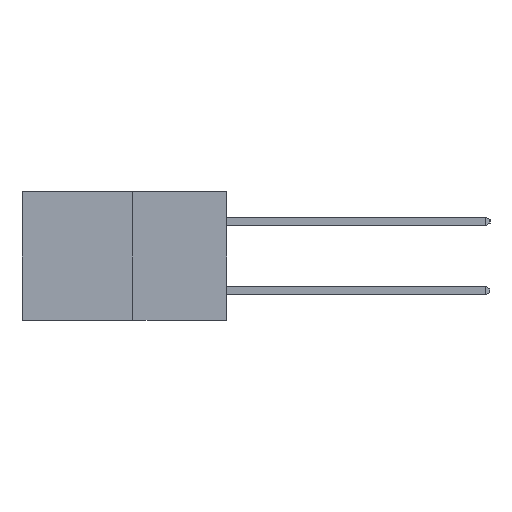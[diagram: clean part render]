
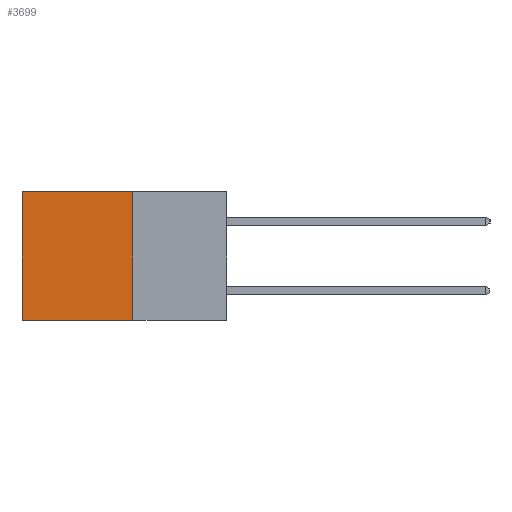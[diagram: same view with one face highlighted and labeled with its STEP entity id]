
A CAD part, left-side view. The second image highlights one B-rep face of the part: STEP entity #3699.
In plain terms, the highlighted planar face has unit normal (-1, 0, 0).
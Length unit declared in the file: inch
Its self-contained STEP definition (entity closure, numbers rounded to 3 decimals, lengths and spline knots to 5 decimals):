
#477 = VECTOR ( 'NONE', #8039, 39.37008 ) ;
#1758 = VECTOR ( 'NONE', #16296, 39.37008 ) ;
#2454 = AXIS2_PLACEMENT_3D ( 'NONE', #28993, #28137, #28071 ) ;
#2527 = LINE ( 'NONE', #6523, #1758 ) ;
#2982 = EDGE_CURVE ( 'NONE', #28673, #19700, #11697, .T. ) ;
#3699 = ADVANCED_FACE ( 'NONE', ( #17796 ), #12729, .F. ) ;
#5024 = VERTEX_POINT ( 'NONE', #13781 ) ;
#5191 = VECTOR ( 'NONE', #16321, 39.37008 ) ;
#5320 = CARTESIAN_POINT ( 'NONE',  ( 0.277, 0.27, 0. ) ) ;
#6306 = EDGE_CURVE ( 'NONE', #5024, #9449, #30210, .T. ) ;
#6523 = CARTESIAN_POINT ( 'NONE',  ( 0.277, 0.27, -0.37 ) ) ;
#6896 = CARTESIAN_POINT ( 'NONE',  ( 0.277, 0.27, 0. ) ) ;
#8039 = DIRECTION ( 'NONE',  ( 0., 0., -1. ) ) ;
#9449 = VERTEX_POINT ( 'NONE', #19249 ) ;
#9973 = ORIENTED_EDGE ( 'NONE', *, *, #6306, .F. ) ;
#11498 = VECTOR ( 'NONE', #14905, 39.37008 ) ;
#11697 = LINE ( 'NONE', #5320, #5191 ) ;
#12729 = PLANE ( 'NONE',  #2454 ) ;
#12860 = CARTESIAN_POINT ( 'NONE',  ( 0.277, 0.59, -0.37 ) ) ;
#13781 = CARTESIAN_POINT ( 'NONE',  ( 0.277, 0.27, -0.37 ) ) ;
#14905 = DIRECTION ( 'NONE',  ( 0., 1., 0. ) ) ;
#15014 = CARTESIAN_POINT ( 'NONE',  ( 0.277, 0.27, -0.37 ) ) ;
#16295 = EDGE_CURVE ( 'NONE', #19700, #9449, #20040, .T. ) ;
#16296 = DIRECTION ( 'NONE',  ( 0., 0., -1. ) ) ;
#16321 = DIRECTION ( 'NONE',  ( 0., 1., 0. ) ) ;
#17001 = EDGE_LOOP ( 'NONE', ( #29457, #9973, #29919, #20987 ) ) ;
#17796 = FACE_OUTER_BOUND ( 'NONE', #17001, .T. ) ;
#19249 = CARTESIAN_POINT ( 'NONE',  ( 0.277, 0.59, -0.37 ) ) ;
#19700 = VERTEX_POINT ( 'NONE', #29316 ) ;
#20040 = LINE ( 'NONE', #12860, #477 ) ;
#20245 = EDGE_CURVE ( 'NONE', #28673, #5024, #2527, .T. ) ;
#20987 = ORIENTED_EDGE ( 'NONE', *, *, #2982, .T. ) ;
#28071 = DIRECTION ( 'NONE',  ( 0., 0., -1. ) ) ;
#28137 = DIRECTION ( 'NONE',  ( 1., 0., 0. ) ) ;
#28673 = VERTEX_POINT ( 'NONE', #6896 ) ;
#28993 = CARTESIAN_POINT ( 'NONE',  ( 0.277, 0.27, -0.37 ) ) ;
#29316 = CARTESIAN_POINT ( 'NONE',  ( 0.277, 0.59, 0. ) ) ;
#29457 = ORIENTED_EDGE ( 'NONE', *, *, #16295, .T. ) ;
#29919 = ORIENTED_EDGE ( 'NONE', *, *, #20245, .F. ) ;
#30210 = LINE ( 'NONE', #15014, #11498 ) ;
